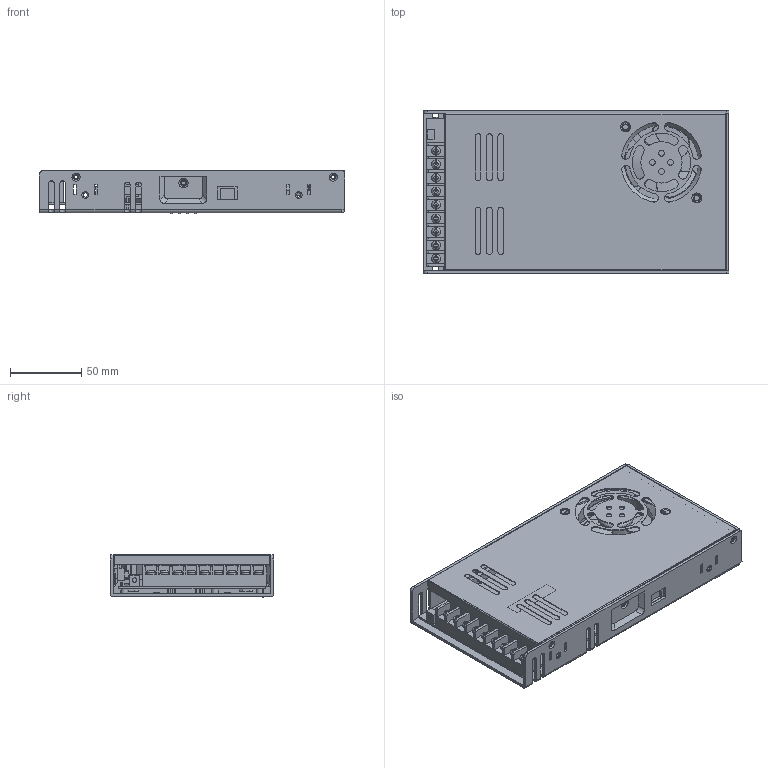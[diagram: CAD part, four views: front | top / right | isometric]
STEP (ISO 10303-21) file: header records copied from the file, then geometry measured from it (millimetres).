
FILE_DESCRIPTION((''),'2;1');
FILE_NAME('LRS-350_ASM','2024-05-24T',('Administrator'),(''),'PRO/ENGINEER BY PARAMETRIC TECHNOLOGY CORPORATION, 2010280','PRO/ENGINEER BY PARAMETRIC TECHNOLOGY CORPORATION, 2010280','');
FILE_SCHEMA(('CONFIG_CONTROL_DESIGN','SHAPE_APPEARANCE_LAYERS_GROUPS'));
Length unit declared in the file: millimetre
Products named in the file (17): 55; 63_1; 63; UU_3; VR_1; FAN_4715KL40WB30_2; FAN_4715KL40WB30_2_1; FAN-ALL_ASM; PCB; TN_1_1_1; A1_1_ASM; MOS15_5X10_1_1_1_1_1_1_1_1_1_1_; MOS_ASM; TOP-CASE; CASE; ASM0001_ASM; LRS-350_ASM
Assembly tree (22 placements, depth 5):
  LRS-350_ASM
    ASM0001_ASM
      A1_1_ASM
        55
        63_1
        63
        UU_3
        VR_1
        FAN-ALL_ASM
          FAN_4715KL40WB30_2
          FAN_4715KL40WB30_2_1
        PCB
        TN_1_1_1
      MOS_ASM
        MOS15_5X10_1_1_1_1_1_1_1_1_1_1_  x7
      TOP-CASE
      CASE
Bounding box: 215 x 115 x 30.9 mm (x, y, z)
Volume: 86357.7 mm3; surface area: 206054 mm2
Topology: 16 solids, 19 shells, 1345 faces, 3612 edges, 2359 vertices
Faces by surface type: plane 722, cylinder 457, bspline 81, torus 55, cone 30
Entity records: 55200 total; most frequent: CARTESIAN_POINT 14747, ORIENTED_EDGE 6382, DIRECTION 6215, PRESENTATION_STYLE_ASSIGNMENT 3230, STYLED_ITEM 3229, CURVE_STYLE 3216, EDGE_CURVE 3216, AXIS2_PLACEMENT_3D 2146
